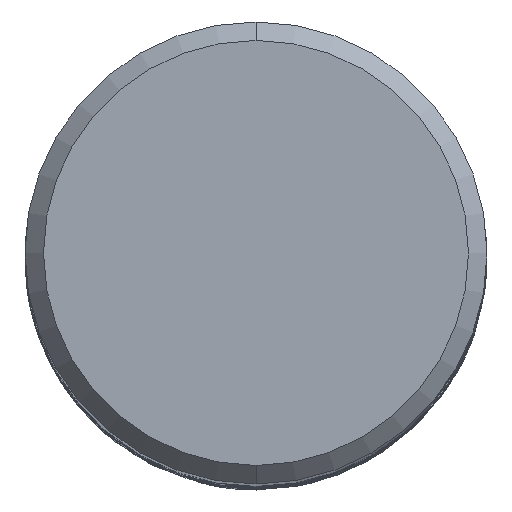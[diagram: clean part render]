
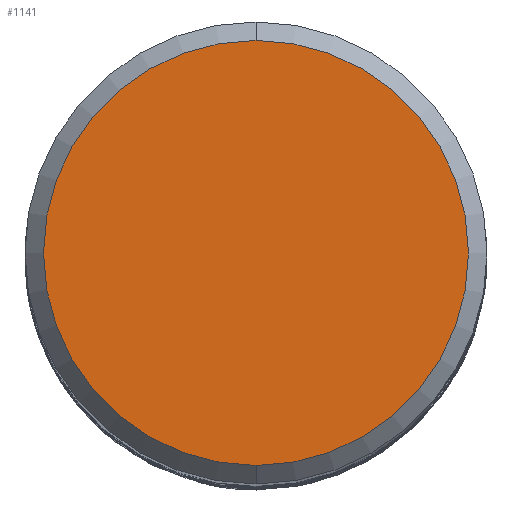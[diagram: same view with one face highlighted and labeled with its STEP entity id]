
A CAD part, top view. The second image highlights one B-rep face of the part: STEP entity #1141.
In plain terms, the highlighted planar face has unit normal (0, 0, 1).
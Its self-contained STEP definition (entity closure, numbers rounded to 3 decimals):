
#1011=VERTEX_POINT('',#2263);
#1027=EDGE_CURVE('',#1011,#1619,#2281,.T.);
#1105=EDGE_CURVE('',#1619,#1011,#2366,.T.);
#1141=ADVANCED_FACE('',(#2407),#2408,.T.);
#1619=VERTEX_POINT('',#2927);
#2263=CARTESIAN_POINT('',(0.,-11.5,0.0));
#2281=CIRCLE('',#7907,11.5);
#2366=CIRCLE('',#9458,11.5);
#2407=FACE_OUTER_BOUND('',#10477,.T.);
#2408=PLANE('',#10478);
#2927=CARTESIAN_POINT('',(0.0,11.5,0.0));
#7907=AXIS2_PLACEMENT_3D('',#23314,#23315,#23316);
#9458=AXIS2_PLACEMENT_3D('',#23398,#23399,#23400);
#10477=EDGE_LOOP('',(#23456,#23457));
#10478=AXIS2_PLACEMENT_3D('',#23458,#23459,#23460);
#23314=CARTESIAN_POINT('',(0.0,0.0,0.0));
#23315=DIRECTION('',(0.0,0.0,-1.0));
#23316=DIRECTION('',(0.0,1.0,0.0));
#23398=CARTESIAN_POINT('',(0.0,0.0,0.0));
#23399=DIRECTION('',(0.0,0.0,-1.0));
#23400=DIRECTION('',(0.0,1.0,0.0));
#23456=ORIENTED_EDGE('',*,*,#1105,.F.);
#23457=ORIENTED_EDGE('',*,*,#1027,.F.);
#23458=CARTESIAN_POINT('',(0.0,5.75,0.0));
#23459=DIRECTION('',(-0.0,0.0,1.0));
#23460=DIRECTION('',(0.0,-1.0,0.0));
